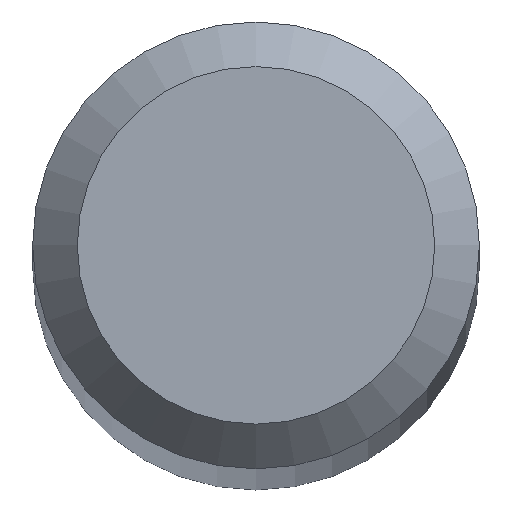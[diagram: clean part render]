
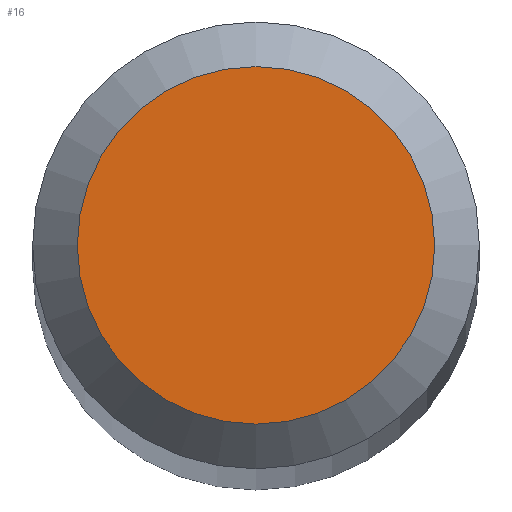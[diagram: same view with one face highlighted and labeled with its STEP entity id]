
A CAD part, top view. The second image highlights one B-rep face of the part: STEP entity #16.
In plain terms, the highlighted planar face has unit normal (0, 0, 1).
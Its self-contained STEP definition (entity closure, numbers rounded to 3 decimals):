
#2 = EDGE_CURVE ( 'NONE', #74, #74, #9, .T. ) ;
#9 = CIRCLE ( 'NONE', #192, 0.4 ) ;
#10 = CARTESIAN_POINT ( 'NONE',  ( 0., 0.4, 30. ) ) ;
#16 = ADVANCED_FACE ( 'NONE', ( #129 ), #126, .F. ) ;
#68 = DIRECTION ( 'NONE',  ( 0., 1., 0. ) ) ;
#74 = VERTEX_POINT ( 'NONE', #10 ) ;
#84 = EDGE_LOOP ( 'NONE', ( #89 ) ) ;
#86 = CARTESIAN_POINT ( 'NONE',  ( 0., 0., 30. ) ) ;
#89 = ORIENTED_EDGE ( 'NONE', *, *, #2, .F. ) ;
#123 = DIRECTION ( 'NONE',  ( 0., 1., 0. ) ) ;
#126 = PLANE ( 'NONE',  #162 ) ;
#128 = DIRECTION ( 'NONE',  ( 0., 0., -1. ) ) ;
#129 = FACE_OUTER_BOUND ( 'NONE', #84, .T. ) ;
#162 = AXIS2_PLACEMENT_3D ( 'NONE', #177, #128, #123 ) ;
#177 = CARTESIAN_POINT ( 'NONE',  ( 0., 0., 30. ) ) ;
#192 = AXIS2_PLACEMENT_3D ( 'NONE', #86, #221, #68 ) ;
#221 = DIRECTION ( 'NONE',  ( 0., 0., -1. ) ) ;
